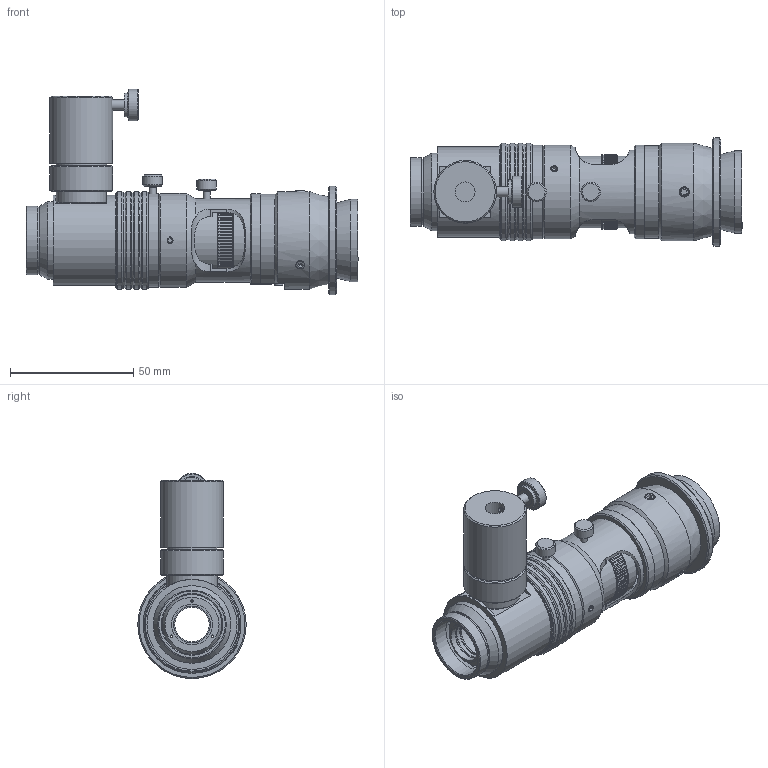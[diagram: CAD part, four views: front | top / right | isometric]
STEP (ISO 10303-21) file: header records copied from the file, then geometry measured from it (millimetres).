
FILE_DESCRIPTION((''),'2;1');
FILE_NAME('60123D_0.stp','2010-04-20T07:09:15',('PODLENA'),(''),'Autodesk Inventor 2010','Autodesk Inventor 2010','');
FILE_SCHEMA(('AUTOMOTIVE_DESIGN { 1 0 10303 214 1 1 1 1 }'));
Length unit declared in the file: inch
Products named in the file (30): Assembly1 (LevelofDetail1); 60123D (~1); 60131; 60127; 5402; 60128; 6228; 60436; 7261; 60433; 6287; 6006; 7008; 60200; 60202; 61604; 60243; 7187; 7188; 7082; 4141; 60064; 6222; 7326; 7108; 61013-R; 61014-3; 7168; 60354; 7176
Assembly tree (35 placements, depth 5):
  Assembly1 (LevelofDetail1)
    60123D (~1)
      60131
        60127
        5402
        60128
        6228
        60436
          7261
          60433
        6287
        6006
        7008
      60200
        60202
        61604
        60243
        7187
          7188
          7082
          4141
      60064
      6222
      60436
        7261
        60433
      7326  x3
      7108  x3
      61013-R
      61014-3
      7168
      60354
      7176  x2
Bounding box: 134.62 x 43.94 x 83.23 mm (x, y, z)
Volume: 74210.1 mm3; surface area: 70021.8 mm2
Topology: 31 solids, 31 shells, 872 faces, 2263 edges, 1498 vertices
Faces by surface type: plane 422, cone 215, cylinder 191, bspline 36, sphere 8
Full cylindrical faces by diameter (mm): 1.524 x2, 1.575 x2, 1.981 x1, 2.159 x4, 2.184 x1, 2.54 x1, 2.845 x5, 3.175 x2, 3.556 x1, 3.785 x1, 3.81 x1, 4.166 x4, 4.75 x1, 6.807 x1, 6.858 x1, 7.874 x2, 8.026 x1, 9.601 x1, 12.7 x1, 13.97 x1, 14.275 x1, 14.959 x1, 15.037 x1, 15.469 x1, 15.518 x1, 15.799 x1, 16.51 x1, 17.323 x1, 19.05 x1, 20.32 x1
Entity records: 26612 total; most frequent: CARTESIAN_POINT 6242, DIRECTION 4074, ORIENTED_EDGE 3822, EDGE_CURVE 1911, AXIS2_PLACEMENT_3D 1426, VERTEX_POINT 1367, VECTOR 1222, LINE 1222
